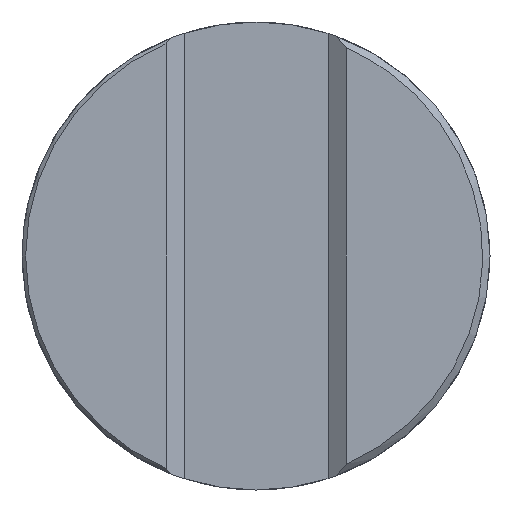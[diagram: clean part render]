
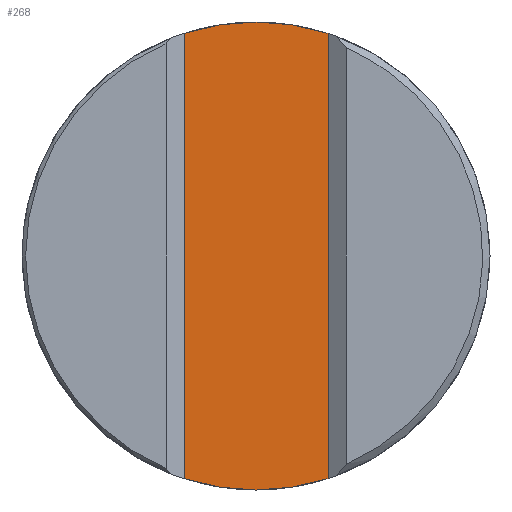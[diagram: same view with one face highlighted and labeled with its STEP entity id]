
A CAD part, front view. The second image highlights one B-rep face of the part: STEP entity #268.
In plain terms, the highlighted planar face has unit normal (0, -1, 0).
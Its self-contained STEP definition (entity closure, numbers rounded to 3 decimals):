
#158=AXIS2_PLACEMENT_3D('Circle Axis2P3D',#156,#157,$) ;
#238=AXIS2_PLACEMENT_3D('Circle Axis2P3D',#236,#237,$) ;
#255=AXIS2_PLACEMENT_3D('Plane Axis2P3D',#252,#253,#254) ;
#124=CARTESIAN_POINT('Vertex',(2.,0.375,6.185)) ;
#127=CARTESIAN_POINT('Line Origine',(2.,0.375,0.)) ;
#131=CARTESIAN_POINT('Vertex',(2.,0.375,-6.185)) ;
#156=CARTESIAN_POINT('Axis2P3D Location',(0.,0.375,0.)) ;
#160=CARTESIAN_POINT('Vertex',(-2.,0.375,-6.185)) ;
#233=CARTESIAN_POINT('Vertex',(-2.,0.375,6.185)) ;
#236=CARTESIAN_POINT('Axis2P3D Location',(0.,0.375,0.)) ;
#252=CARTESIAN_POINT('Axis2P3D Location',(2.,0.375,-7.803)) ;
#257=CARTESIAN_POINT('Line Origine',(-2.,0.375,0.)) ;
#128=DIRECTION('Vector Direction',(0.,0.,1.)) ;
#157=DIRECTION('Axis2P3D Direction',(-0.,1.,0.)) ;
#237=DIRECTION('Axis2P3D Direction',(-0.,1.,0.)) ;
#253=DIRECTION('Axis2P3D Direction',(0.,1.,0.)) ;
#254=DIRECTION('Axis2P3D XDirection',(-1.,0.,0.)) ;
#258=DIRECTION('Vector Direction',(0.,0.,1.)) ;
#129=VECTOR('Line Direction',#128,1.) ;
#259=VECTOR('Line Direction',#258,1.) ;
#263=ORIENTED_EDGE('',*,*,#240,.F.) ;
#264=ORIENTED_EDGE('',*,*,#261,.F.) ;
#265=ORIENTED_EDGE('',*,*,#162,.F.) ;
#266=ORIENTED_EDGE('',*,*,#133,.T.) ;
#268=ADVANCED_FACE('MANIFOLD_SOLID_BREP #14513',(#267),#256,.F.) ;
#159=CIRCLE('generated circle',#158,6.5) ;
#239=CIRCLE('generated circle',#238,6.5) ;
#133=EDGE_CURVE('',#132,#125,#130,.T.) ;
#162=EDGE_CURVE('',#132,#161,#159,.T.) ;
#240=EDGE_CURVE('',#234,#125,#239,.T.) ;
#261=EDGE_CURVE('',#161,#234,#260,.T.) ;
#262=EDGE_LOOP('',(#263,#264,#265,#266)) ;
#267=FACE_OUTER_BOUND('',#262,.T.) ;
#130=LINE('Line',#127,#129) ;
#260=LINE('Line',#257,#259) ;
#256=PLANE('Plane',#255) ;
#125=VERTEX_POINT('',#124) ;
#132=VERTEX_POINT('',#131) ;
#161=VERTEX_POINT('',#160) ;
#234=VERTEX_POINT('',#233) ;
